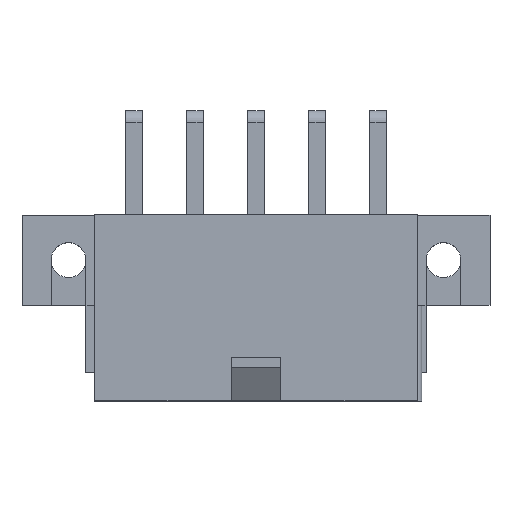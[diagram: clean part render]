
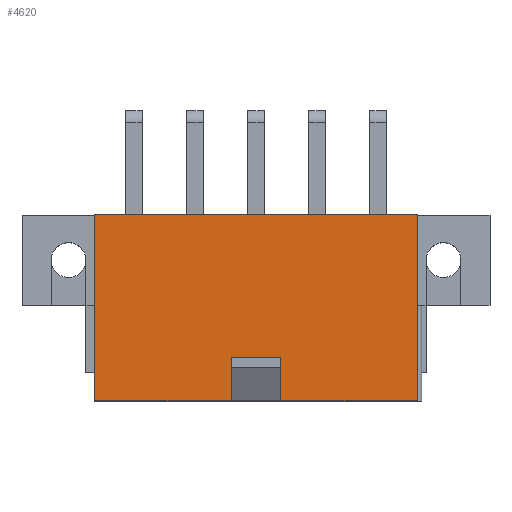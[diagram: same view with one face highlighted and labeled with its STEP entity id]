
A CAD part, top view. The second image highlights one B-rep face of the part: STEP entity #4620.
In plain terms, the highlighted planar face has unit normal (0, 0, 1).
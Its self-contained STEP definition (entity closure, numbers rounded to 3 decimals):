
#519=ORIENTED_EDGE('',*,*,#1794,.F.);
#520=ORIENTED_EDGE('',*,*,#1795,.F.);
#521=ORIENTED_EDGE('',*,*,#1796,.F.);
#522=ORIENTED_EDGE('',*,*,#1556,.F.);
#523=ORIENTED_EDGE('',*,*,#1761,.T.);
#524=ORIENTED_EDGE('',*,*,#1478,.T.);
#525=ORIENTED_EDGE('',*,*,#1793,.F.);
#526=ORIENTED_EDGE('',*,*,#1558,.F.);
#1478=EDGE_CURVE('',#2136,#2135,#2559,.T.);
#1556=EDGE_CURVE('',#2207,#2208,#2637,.T.);
#1558=EDGE_CURVE('',#2209,#2210,#2639,.T.);
#1761=EDGE_CURVE('',#2207,#2136,#2836,.T.);
#1793=EDGE_CURVE('',#2210,#2135,#2864,.T.);
#1794=EDGE_CURVE('',#2417,#2209,#2865,.T.);
#1795=EDGE_CURVE('',#2418,#2417,#2866,.T.);
#1796=EDGE_CURVE('',#2208,#2418,#2867,.T.);
#2135=VERTEX_POINT('',#6413);
#2136=VERTEX_POINT('',#6415);
#2207=VERTEX_POINT('',#6565);
#2208=VERTEX_POINT('',#6566);
#2209=VERTEX_POINT('',#6568);
#2210=VERTEX_POINT('',#6570);
#2417=VERTEX_POINT('',#7045);
#2418=VERTEX_POINT('',#7047);
#2559=LINE('',#6414,#3200);
#2637=LINE('',#6564,#3278);
#2639=LINE('',#6569,#3280);
#2836=LINE('',#6981,#3477);
#2864=LINE('',#7042,#3505);
#2865=LINE('',#7044,#3506);
#2866=LINE('',#7046,#3507);
#2867=LINE('',#7048,#3508);
#3200=VECTOR('',#5197,1000.);
#3278=VECTOR('',#5277,1000.);
#3280=VECTOR('',#5279,1000.);
#3477=VECTOR('',#5538,1000.);
#3505=VECTOR('',#5586,1000.);
#3506=VECTOR('',#5589,1000.);
#3507=VECTOR('',#5590,1000.);
#3508=VECTOR('',#5591,1000.);
#3861=EDGE_LOOP('',(#519,#520,#521,#522,#523,#524,#525,#526));
#4150=FACE_BOUND('',#3861,.T.);
#4397=PLANE('',#4900);
#4620=ADVANCED_FACE('',(#4150),#4397,.T.);
#4900=AXIS2_PLACEMENT_3D('',#7043,#5587,#5588);
#5197=DIRECTION('',(-1.,0.,0.));
#5277=DIRECTION('',(-1.,0.,0.));
#5279=DIRECTION('',(-1.,0.,0.));
#5538=DIRECTION('',(0.,1.,0.));
#5586=DIRECTION('',(0.,1.,0.));
#5587=DIRECTION('',(0.,0.,1.));
#5588=DIRECTION('',(1.,0.,0.));
#5589=DIRECTION('',(0.,-1.,0.));
#5590=DIRECTION('',(-1.,0.,0.));
#5591=DIRECTION('',(0.,1.,0.));
#6413=CARTESIAN_POINT('',(-11.1,6.4,4.8));
#6414=CARTESIAN_POINT('',(11.1,6.4,4.8));
#6415=CARTESIAN_POINT('',(11.1,6.4,4.8));
#6564=CARTESIAN_POINT('',(11.1,-6.4,4.8));
#6565=CARTESIAN_POINT('',(11.1,-6.4,4.8));
#6566=CARTESIAN_POINT('',(1.7,-6.4,4.8));
#6568=CARTESIAN_POINT('',(-1.7,-6.4,4.8));
#6569=CARTESIAN_POINT('',(11.1,-6.4,4.8));
#6570=CARTESIAN_POINT('',(-11.1,-6.4,4.8));
#6981=CARTESIAN_POINT('',(11.1,-6.4,4.8));
#7042=CARTESIAN_POINT('',(-11.1,-6.4,4.8));
#7043=CARTESIAN_POINT('',(11.1,-6.4,4.8));
#7044=CARTESIAN_POINT('',(-1.7,-3.4,4.8));
#7045=CARTESIAN_POINT('',(-1.7,-3.4,4.8));
#7046=CARTESIAN_POINT('',(1.7,-3.4,4.8));
#7047=CARTESIAN_POINT('',(1.7,-3.4,4.8));
#7048=CARTESIAN_POINT('',(1.7,-6.4,4.8));
